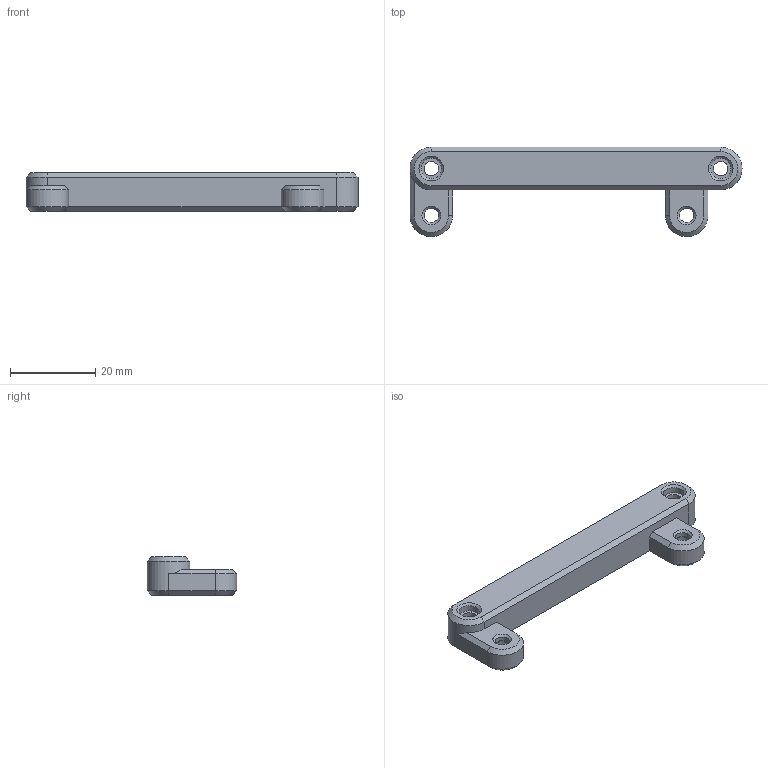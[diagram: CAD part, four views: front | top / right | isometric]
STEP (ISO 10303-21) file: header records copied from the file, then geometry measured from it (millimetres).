
FILE_DESCRIPTION(/* description */ (''),/* implementation_level */ '2;1');
FILE_NAME(/* name */ 'xBuddy Electronics Holder Bottom Mount v17.step',/* time_stamp */ '2025-09-15T10:50:44-04:00',/* author */ (''),/* organization */ (''),/* preprocessor_version */ 'ST-DEVELOPER v20.1',/* originating_system */ 'Autodesk Translation Framework v14.17.0.0',/* authorisation */ '');
FILE_SCHEMA (('AUTOMOTIVE_DESIGN { 1 0 10303 214 3 1 1 }'));
Length unit declared in the file: millimetre
Products named in the file (1): xBuddy Electronics Holder Bottom Mount
Bounding box: 78 x 21 x 9 mm (x, y, z)
Volume: 6991.7 mm3; surface area: 3937.2 mm2
Topology: 1 solids, 1 shells, 109 faces, 260 edges, 157 vertices
Faces by surface type: plane 75, cone 18, cylinder 16
Full cylindrical faces by diameter (mm): 3.4 x4, 4.6 x2, 4.8 x2, 6 x4
Entity records: 3151 total; most frequent: DIRECTION 560, CARTESIAN_POINT 527, ORIENTED_EDGE 520, EDGE_CURVE 260, AXIS2_PLACEMENT_3D 190, LINE 180, VECTOR 180, VERTEX_POINT 157
